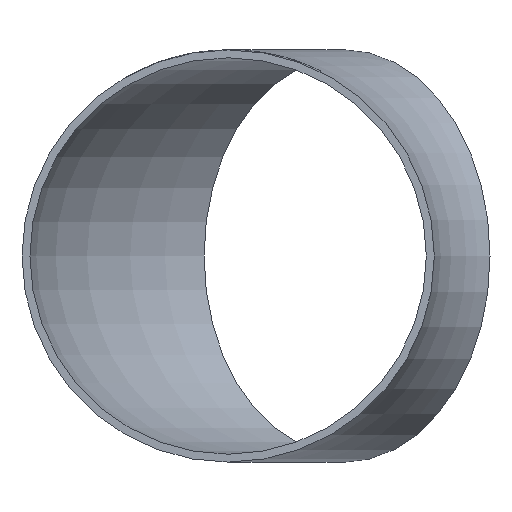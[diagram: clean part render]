
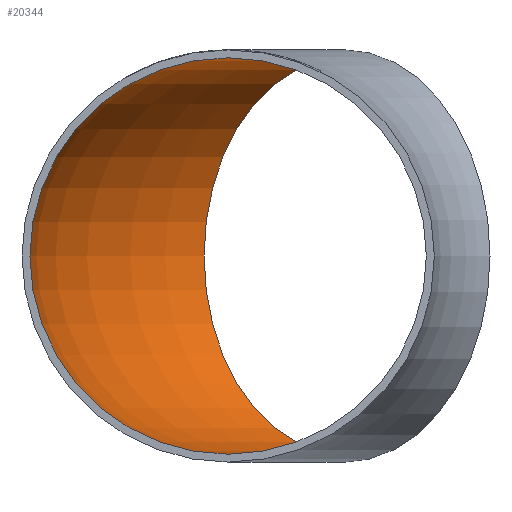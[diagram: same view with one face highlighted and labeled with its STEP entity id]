
A CAD part, front view. The second image highlights one B-rep face of the part: STEP entity #20344.
In plain terms, the highlighted toroidal (fillet/blend) face has major radius 100 mm and minor radius 50 mm.
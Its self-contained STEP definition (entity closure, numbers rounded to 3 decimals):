
#1087 = CARTESIAN_POINT ( 'NONE',  ( 0., 0., 0. ) ) ;
#3276 = CARTESIAN_POINT ( 'NONE',  ( -70.711, 70.711, 0. ) ) ;
#3629 = ORIENTED_EDGE ( 'NONE', *, *, #9014, .T. ) ;
#4155 = CARTESIAN_POINT ( 'NONE',  ( -100., 0., 50. ) ) ;
#5165 = TOROIDAL_SURFACE ( 'NONE', #12913, 100., 50. ) ;
#5438 = AXIS2_PLACEMENT_3D ( 'NONE', #3276, #11003, #15943 ) ;
#6091 = DIRECTION ( 'NONE',  ( 0., 0., 1. ) ) ;
#6387 = CIRCLE ( 'NONE', #9745, 50. ) ;
#7429 = VERTEX_POINT ( 'NONE', #15726 ) ;
#7557 = DIRECTION ( 'NONE',  ( 0., 0., -1. ) ) ;
#7752 = FACE_OUTER_BOUND ( 'NONE', #16811, .T. ) ;
#9014 = EDGE_CURVE ( 'NONE', #7429, #7429, #11516, .T. ) ;
#9745 = AXIS2_PLACEMENT_3D ( 'NONE', #17579, #10952, #6091 ) ;
#10296 = EDGE_CURVE ( 'NONE', #12264, #12264, #6387, .T. ) ;
#10952 = DIRECTION ( 'NONE',  ( 0., 1., 0. ) ) ;
#11003 = DIRECTION ( 'NONE',  ( 0.707, 0.707, 0. ) ) ;
#11516 = CIRCLE ( 'NONE', #5438, 50. ) ;
#12264 = VERTEX_POINT ( 'NONE', #4155 ) ;
#12472 = FACE_OUTER_BOUND ( 'NONE', #14061, .T. ) ;
#12913 = AXIS2_PLACEMENT_3D ( 'NONE', #1087, #7557, #20605 ) ;
#14061 = EDGE_LOOP ( 'NONE', ( #20590 ) ) ;
#15726 = CARTESIAN_POINT ( 'NONE',  ( -106.066, 106.066, 0. ) ) ;
#15943 = DIRECTION ( 'NONE',  ( -0.707, 0.707, 0. ) ) ;
#16811 = EDGE_LOOP ( 'NONE', ( #3629 ) ) ;
#17579 = CARTESIAN_POINT ( 'NONE',  ( -100., 0., 0. ) ) ;
#20344 = ADVANCED_FACE ( 'NONE', ( #7752, #12472 ), #5165, .F. ) ;
#20590 = ORIENTED_EDGE ( 'NONE', *, *, #10296, .F. ) ;
#20605 = DIRECTION ( 'NONE',  ( -1., 0., 0. ) ) ;
